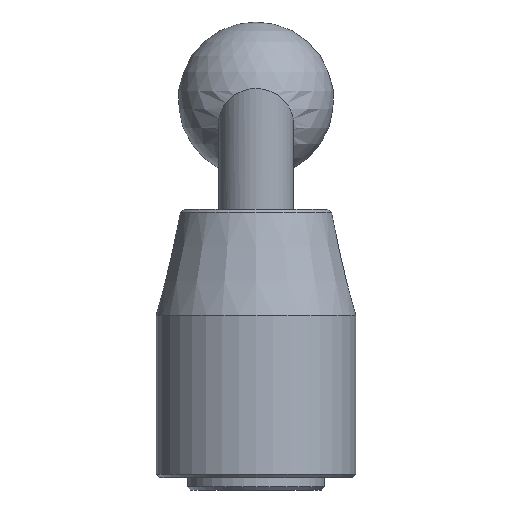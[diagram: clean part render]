
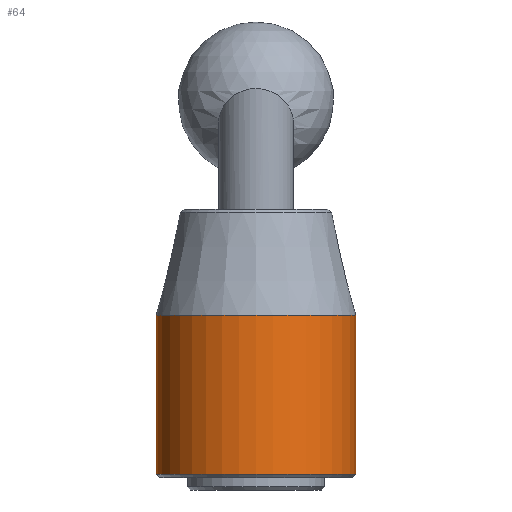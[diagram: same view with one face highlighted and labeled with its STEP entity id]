
A CAD part, left-side view. The second image highlights one B-rep face of the part: STEP entity #64.
In plain terms, the highlighted cylindrical face has radius 16 mm (diameter 32 mm), a full revolution.
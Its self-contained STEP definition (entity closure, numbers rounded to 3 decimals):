
#64 = ADVANCED_FACE( '', ( #134, #135 ), #136, .T. );
#134 = FACE_OUTER_BOUND( '', #196, .T. );
#135 = FACE_OUTER_BOUND( '', #197, .T. );
#136 = CYLINDRICAL_SURFACE( '', #198, 16. );
#196 = EDGE_LOOP( '', ( #278 ) );
#197 = EDGE_LOOP( '', ( #279 ) );
#198 = AXIS2_PLACEMENT_3D( '', #280, #281, #282 );
#278 = ORIENTED_EDGE( '', *, *, #291, .T. );
#279 = ORIENTED_EDGE( '', *, *, #296, .F. );
#280 = CARTESIAN_POINT( '', ( 0., 0., 57.15 ) );
#281 = DIRECTION( '', ( 0., 0., -1. ) );
#282 = DIRECTION( '', ( 1., 0., 0. ) );
#291 = EDGE_CURVE( '', #324, #324, #325, .T. );
#296 = EDGE_CURVE( '', #332, #332, #333, .T. );
#324 = VERTEX_POINT( '', #530 );
#325 = CIRCLE( '', #531, 16. );
#332 = VERTEX_POINT( '', #538 );
#333 = CIRCLE( '', #539, 16. );
#530 = CARTESIAN_POINT( '', ( 16., 0., 2.5 ) );
#531 = AXIS2_PLACEMENT_3D( '', #566, #567, #568 );
#538 = CARTESIAN_POINT( '', ( 16., 0., 28. ) );
#539 = AXIS2_PLACEMENT_3D( '', #575, #576, #577 );
#566 = CARTESIAN_POINT( '', ( 0., 0., 2.5 ) );
#567 = DIRECTION( '', ( 0., 0., 1. ) );
#568 = DIRECTION( '', ( 1., 0., 0. ) );
#575 = CARTESIAN_POINT( '', ( 0., 0., 28. ) );
#576 = DIRECTION( '', ( 0., 0., 1. ) );
#577 = DIRECTION( '', ( 1., 0., 0. ) );
